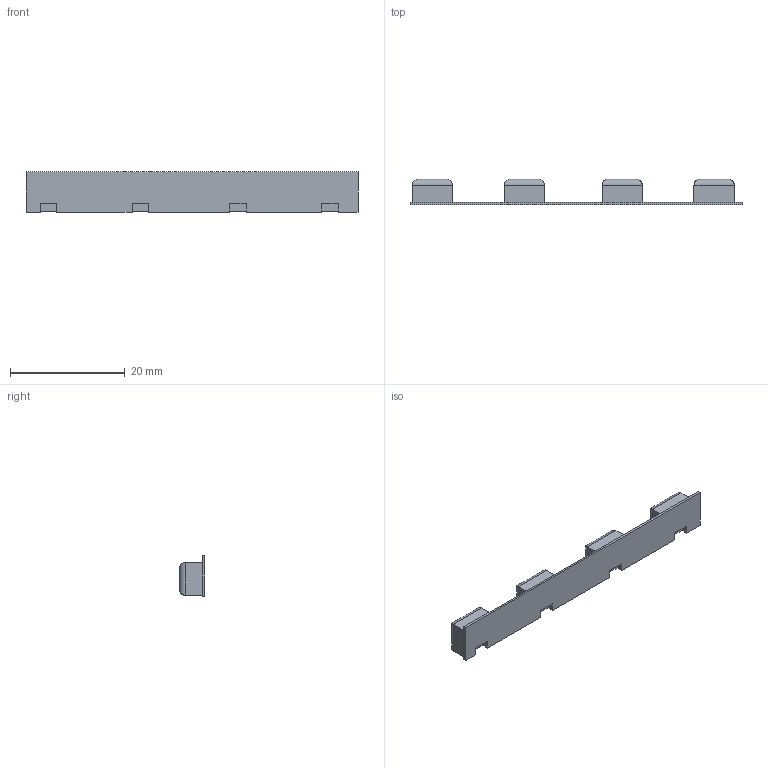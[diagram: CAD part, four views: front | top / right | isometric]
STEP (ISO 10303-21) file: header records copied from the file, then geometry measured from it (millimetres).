
FILE_DESCRIPTION(('FreeCAD Model'),'2;1');
FILE_NAME('Open CASCADE Shape Model','2025-09-24T11:47:13',(''),(''), 'Open CASCADE STEP processor 7.8','FreeCAD','Unknown');
FILE_SCHEMA(('AUTOMOTIVE_DESIGN { 1 0 10303 214 1 1 1 1 }'));
Length unit declared in the file: millimetre
Products named in the file (2): button_fingers; Body002
Assembly tree (1 placements, depth 2):
  button_fingers
    Body002
Bounding box: 57.76 x 4.4 x 7 mm (x, y, z)
Volume: 764.1 mm3; surface area: 1228.6 mm2
Topology: 1 solids, 1 shells, 62 faces, 164 edges, 104 vertices
Faces by surface type: plane 46, cylinder 16
Entity records: 1918 total; most frequent: CARTESIAN_POINT 332, ORIENTED_EDGE 328, DIRECTION 308, EDGE_CURVE 164, LINE 148, VECTOR 148, VERTEX_POINT 104, AXIS2_PLACEMENT_3D 80
